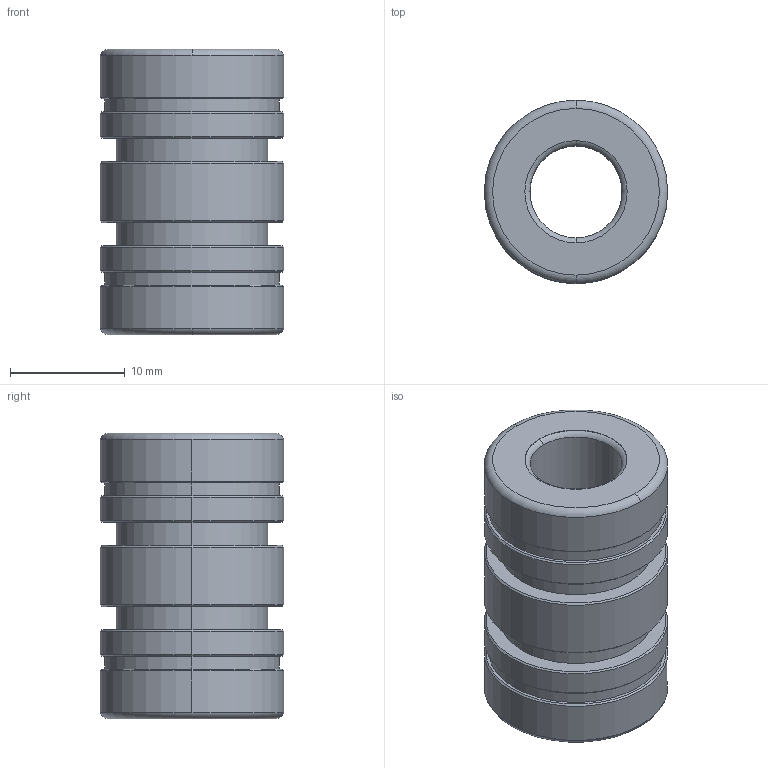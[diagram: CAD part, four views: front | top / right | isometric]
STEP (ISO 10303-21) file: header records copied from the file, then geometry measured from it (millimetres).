
FILE_DESCRIPTION (( 'STEP AP214' ), '1' );
FILE_NAME ('PlainBearing_C5718EB5A6.step', '2022-12-14T09:48:05', ( '' ), ( '' ), 'SwSTEP 2.0', 'SolidWorks 2019', '' );
FILE_SCHEMA (( 'AUTOMOTIVE_DESIGN' ));
Length unit declared in the file: inch
Products named in the file (3): 8hkIIpRaoY_CADModel_0; PlainBearing_C5718EB5A6
Assembly tree (1 placements, depth 2):
  PlainBearing_C5718EB5A6
    8hkIIpRaoY_CADModel_0
  8hkIIpRaoY_CADModel_0
Bounding box: 15.99 x 15.99 x 24.87 mm (x, y, z)
Volume: 3414.8 mm3; surface area: 3786.1 mm2
Topology: 2 solids, 2 shells, 58 faces, 128 edges, 80 vertices
Faces by surface type: cylinder 24, cone 16, plane 10, torus 8
Entity records: 2494 total; most frequent: DIRECTION 342, CARTESIAN_POINT 271, ORIENTED_EDGE 256, AXIS2_PLACEMENT_3D 151, EDGE_CURVE 128, CIRCLE 88, VERTEX_POINT 80, EDGE_LOOP 68
